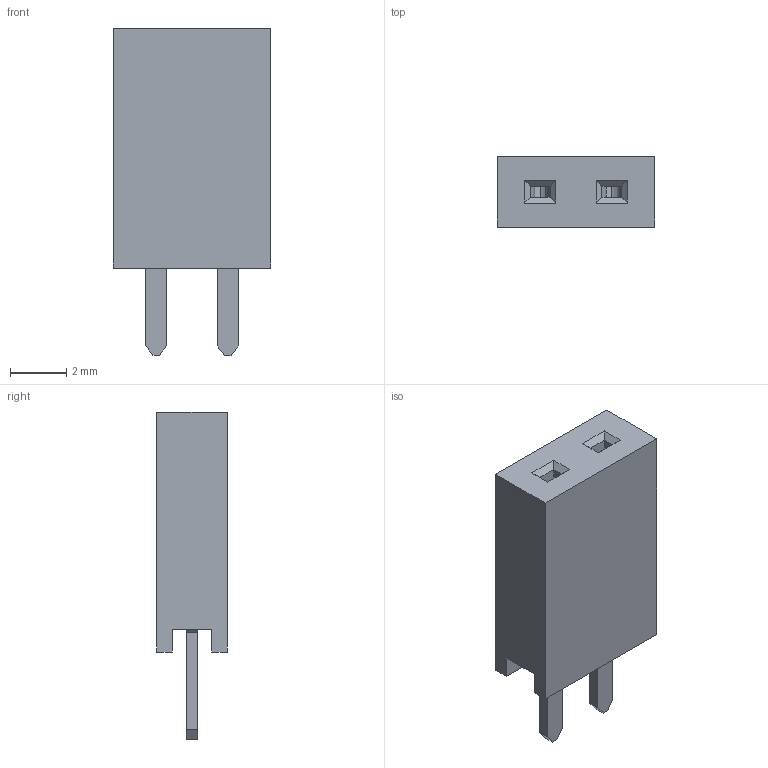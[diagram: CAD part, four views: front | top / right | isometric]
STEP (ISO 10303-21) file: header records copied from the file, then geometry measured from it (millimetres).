
FILE_DESCRIPTION( ( 'Unknown' ), '1' );
FILE_NAME( '61300211821.stp', 'Unknown', ( 'Unknown' ), ( 'Unknown' ), 'PSStep 17.0.49', 'Unknown', ' ' );
FILE_SCHEMA( ( 'AUTOMOTIVE_DESIGN { 1 0 10303 214 1 1 1 1 }' ) );
Length unit declared in the file: millimetre
Products named in the file (3): Assem1; 6130xx11821_PIN; 61300211821
Assembly tree (3 placements, depth 2):
  Assem1
    6130xx11821_PIN  x2
    61300211821
Bounding box: 5.58 x 2.5 x 11.61 mm (x, y, z)
Volume: 108.2 mm3; surface area: 306.2 mm2
Topology: 3 solids, 3 shells, 84 faces, 226 edges, 148 vertices
Faces by surface type: plane 76, extrusion 4, cylinder 4
Entity records: 2355 total; most frequent: CARTESIAN_POINT 352, ORIENTED_EDGE 314, DIRECTION 281, EDGE_CURVE 157, VECTOR 151, LINE 149, VERTEX_POINT 102, AXIS2_PLACEMENT_3D 65
